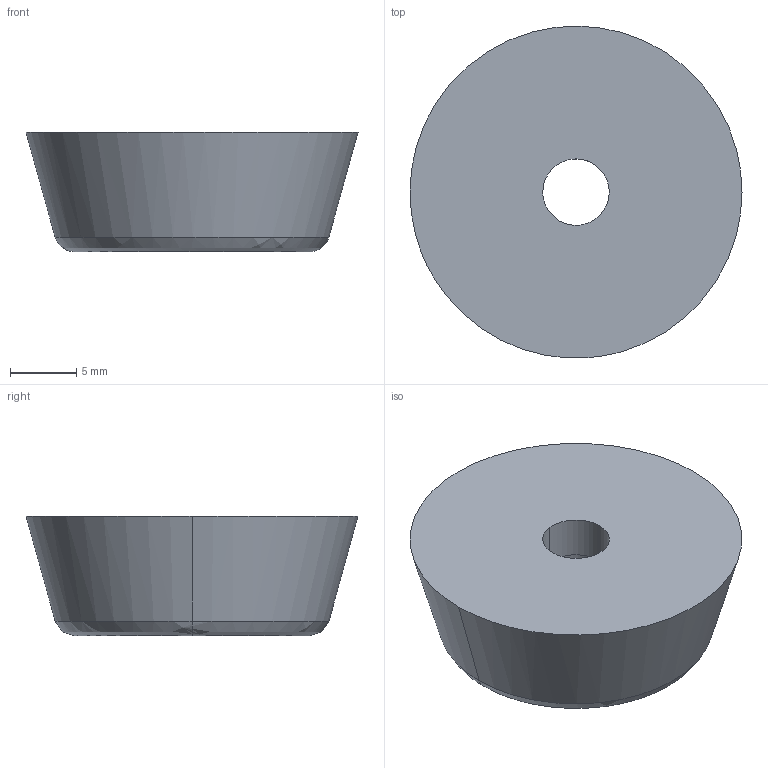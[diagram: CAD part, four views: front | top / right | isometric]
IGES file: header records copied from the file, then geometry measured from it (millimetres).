
Start section: ------------------------------------------------------------------------
Global section: file name: PC50.16380.TM_SK_259_26221.igs; native system: spGate; preprocessor: ver15.6.1; author: Unknown; organization: Unknown; date: 191209.155117; units: millimetre
Bounding box: 25 x 24.98 x 9 mm (x, y, z)
Volume: 3113.7 mm3; surface area: 1942.4 mm2
Topology: 2 solids, 2 shells, 20 faces, 42 edges, 28 vertices
Faces by surface type: bspline 20
